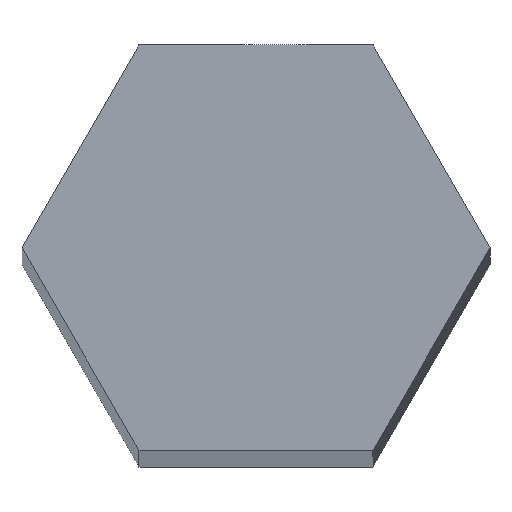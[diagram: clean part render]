
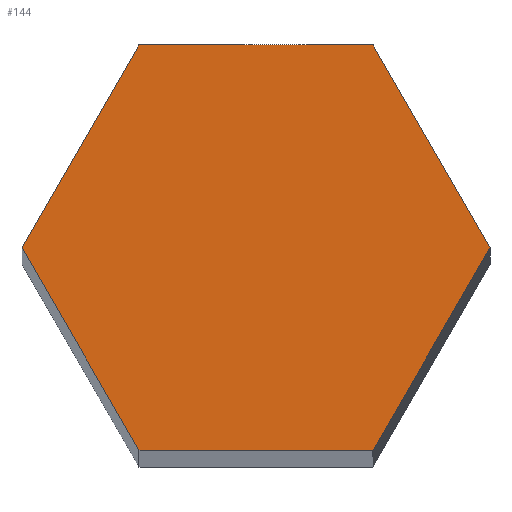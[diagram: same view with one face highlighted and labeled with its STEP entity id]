
A CAD part, top view. The second image highlights one B-rep face of the part: STEP entity #144.
In plain terms, the highlighted planar face has unit normal (0, 0, 1).
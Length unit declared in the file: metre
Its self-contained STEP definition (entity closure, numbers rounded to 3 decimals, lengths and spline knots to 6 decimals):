
#36=ORIENTED_EDGE('',*,*,#50,.T.);
#37=ORIENTED_EDGE('',*,*,#54,.T.);
#38=ORIENTED_EDGE('',*,*,#57,.T.);
#39=ORIENTED_EDGE('',*,*,#60,.T.);
#40=ORIENTED_EDGE('',*,*,#63,.T.);
#41=ORIENTED_EDGE('',*,*,#65,.T.);
#50=EDGE_CURVE('',#69,#68,#80,.T.);
#54=EDGE_CURVE('',#68,#71,#84,.T.);
#57=EDGE_CURVE('',#71,#73,#87,.T.);
#60=EDGE_CURVE('',#73,#75,#90,.T.);
#63=EDGE_CURVE('',#75,#77,#93,.T.);
#65=EDGE_CURVE('',#77,#69,#95,.T.);
#68=VERTEX_POINT('',#209);
#69=VERTEX_POINT('',#211);
#71=VERTEX_POINT('',#217);
#73=VERTEX_POINT('',#223);
#75=VERTEX_POINT('',#229);
#77=VERTEX_POINT('',#235);
#80=LINE('',#210,#98);
#84=LINE('',#218,#102);
#87=LINE('',#224,#105);
#90=LINE('',#230,#108);
#93=LINE('',#236,#111);
#95=LINE('',#239,#113);
#98=VECTOR('',#173,1.);
#102=VECTOR('',#179,1.);
#105=VECTOR('',#184,1.);
#108=VECTOR('',#189,1.);
#111=VECTOR('',#194,1.);
#113=VECTOR('',#198,1.);
#120=EDGE_LOOP('',(#36,#37,#38,#39,#40,#41));
#128=FACE_BOUND('',#120,.T.);
#136=PLANE('',#165);
#144=ADVANCED_FACE('',(#128),#136,.T.);
#165=AXIS2_PLACEMENT_3D('',#240,#199,#200);
#173=DIRECTION('',(-0.5,0.866,0.));
#179=DIRECTION('',(-1.,0.,0.));
#184=DIRECTION('',(-0.5,-0.866,0.));
#189=DIRECTION('',(0.5,-0.866,0.));
#194=DIRECTION('',(1.,0.,0.));
#198=DIRECTION('',(0.5,0.866,0.));
#199=DIRECTION('',(0.,0.,1.));
#200=DIRECTION('',(1.,0.,0.));
#209=CARTESIAN_POINT('',(0.003666,0.00635,0.3));
#210=CARTESIAN_POINT('',(0.005499,0.003175,0.3));
#211=CARTESIAN_POINT('',(0.007332,0.,0.3));
#217=CARTESIAN_POINT('',(-0.003666,0.00635,0.3));
#218=CARTESIAN_POINT('',(0.,0.00635,0.3));
#223=CARTESIAN_POINT('',(-0.007332,0.,0.3));
#224=CARTESIAN_POINT('',(-0.005499,0.003175,0.3));
#229=CARTESIAN_POINT('',(-0.003666,-0.00635,0.3));
#230=CARTESIAN_POINT('',(-0.005499,-0.003175,0.3));
#235=CARTESIAN_POINT('',(0.003666,-0.00635,0.3));
#236=CARTESIAN_POINT('',(0.,-0.00635,0.3));
#239=CARTESIAN_POINT('',(0.005499,-0.003175,0.3));
#240=CARTESIAN_POINT('',(0.,0.,0.3));
